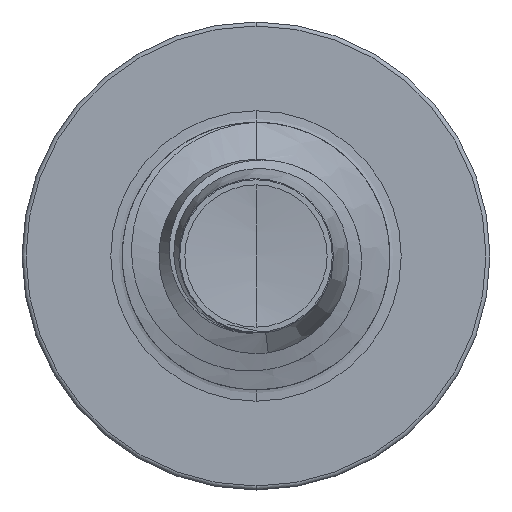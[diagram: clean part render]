
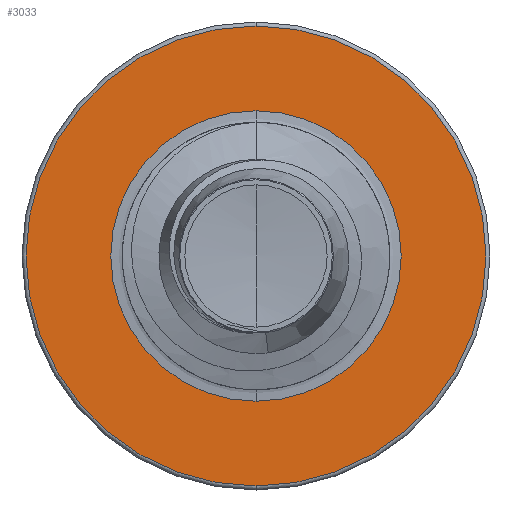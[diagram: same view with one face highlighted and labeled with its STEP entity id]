
A CAD part, front view. The second image highlights one B-rep face of the part: STEP entity #3033.
In plain terms, the highlighted planar face has unit normal (0, -1, 0).
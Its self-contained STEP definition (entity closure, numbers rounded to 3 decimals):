
#322 = DIRECTION ( 'NONE',  ( 0., 0., 1. ) ) ;
#2010 = CARTESIAN_POINT ( 'NONE',  ( 0., 8., -1.086 ) ) ;
#2114 = CARTESIAN_POINT ( 'NONE',  ( 0., 8., -1.086 ) ) ;
#2148 = PLANE ( 'NONE',  #12957 ) ;
#2174 = DIRECTION ( 'NONE',  ( 0., 1., 0. ) ) ;
#2334 = DIRECTION ( 'NONE',  ( 0., 0., 1. ) ) ;
#2669 = FACE_BOUND ( 'NONE', #15001, .T. ) ;
#2726 = VERTEX_POINT ( 'NONE', #2114 ) ;
#3033 = ADVANCED_FACE ( 'NONE', ( #6100, #2669 ), #2148, .F. ) ;
#4238 = AXIS2_PLACEMENT_3D ( 'NONE', #13647, #5135, #14710 ) ;
#4989 = DIRECTION ( 'NONE',  ( 0., 1., 0. ) ) ;
#5135 = DIRECTION ( 'NONE',  ( 0., 1., 0. ) ) ;
#5333 = CARTESIAN_POINT ( 'NONE',  ( 0., 8., 1.086 ) ) ;
#6100 = FACE_OUTER_BOUND ( 'NONE', #6172, .T. ) ;
#6172 = EDGE_LOOP ( 'NONE', ( #6850, #10760 ) ) ;
#6209 = AXIS2_PLACEMENT_3D ( 'NONE', #17295, #10942, #322 ) ;
#6850 = ORIENTED_EDGE ( 'NONE', *, *, #11588, .F. ) ;
#7276 = EDGE_CURVE ( 'NONE', #11407, #16878, #8985, .T. ) ;
#8185 = AXIS2_PLACEMENT_3D ( 'NONE', #17033, #10556, #17966 ) ;
#8985 = CIRCLE ( 'NONE', #4238, 1.72 ) ;
#9308 = EDGE_CURVE ( 'NONE', #2726, #16748, #14194, .T. ) ;
#9748 = ORIENTED_EDGE ( 'NONE', *, *, #9308, .T. ) ;
#10556 = DIRECTION ( 'NONE',  ( 0., 1., 0. ) ) ;
#10760 = ORIENTED_EDGE ( 'NONE', *, *, #7276, .F. ) ;
#10942 = DIRECTION ( 'NONE',  ( 0., 1., 0. ) ) ;
#11407 = VERTEX_POINT ( 'NONE', #16281 ) ;
#11588 = EDGE_CURVE ( 'NONE', #16878, #11407, #16060, .T. ) ;
#12957 = AXIS2_PLACEMENT_3D ( 'NONE', #2010, #2174, #2334 ) ;
#13568 = CARTESIAN_POINT ( 'NONE',  ( 0., 8., 0. ) ) ;
#13647 = CARTESIAN_POINT ( 'NONE',  ( 0., 8., 0. ) ) ;
#13915 = ORIENTED_EDGE ( 'NONE', *, *, #16300, .T. ) ;
#14194 = CIRCLE ( 'NONE', #8185, 1.086 ) ;
#14631 = DIRECTION ( 'NONE',  ( 0., 0., 1. ) ) ;
#14710 = DIRECTION ( 'NONE',  ( 0., 0., 1. ) ) ;
#15001 = EDGE_LOOP ( 'NONE', ( #13915, #9748 ) ) ;
#15438 = CIRCLE ( 'NONE', #16777, 1.086 ) ;
#16060 = CIRCLE ( 'NONE', #6209, 1.72 ) ;
#16281 = CARTESIAN_POINT ( 'NONE',  ( 0., 8., -1.72 ) ) ;
#16300 = EDGE_CURVE ( 'NONE', #16748, #2726, #15438, .T. ) ;
#16748 = VERTEX_POINT ( 'NONE', #5333 ) ;
#16777 = AXIS2_PLACEMENT_3D ( 'NONE', #13568, #4989, #14631 ) ;
#16878 = VERTEX_POINT ( 'NONE', #17728 ) ;
#17033 = CARTESIAN_POINT ( 'NONE',  ( 0., 8., 0. ) ) ;
#17295 = CARTESIAN_POINT ( 'NONE',  ( 0., 8., 0. ) ) ;
#17728 = CARTESIAN_POINT ( 'NONE',  ( 0., 8., 1.72 ) ) ;
#17966 = DIRECTION ( 'NONE',  ( 0., 0., 1. ) ) ;
